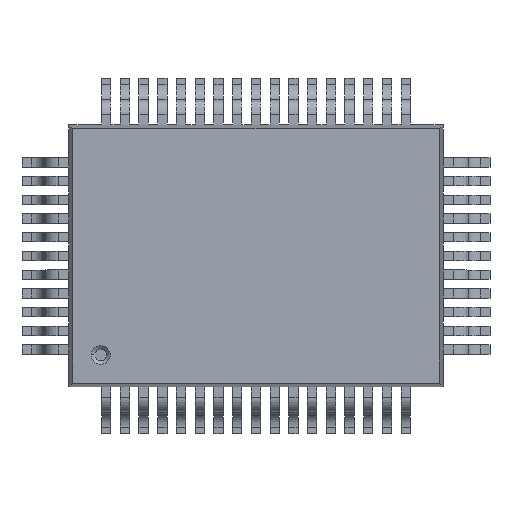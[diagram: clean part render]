
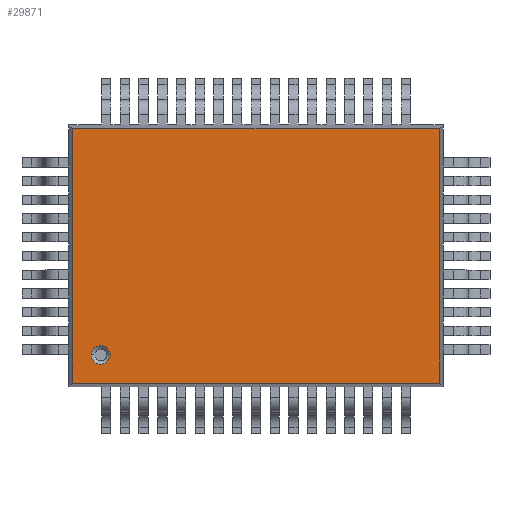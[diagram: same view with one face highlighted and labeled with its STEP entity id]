
A CAD part, top view. The second image highlights one B-rep face of the part: STEP entity #29871.
In plain terms, the highlighted planar face has unit normal (0, 0, 1).
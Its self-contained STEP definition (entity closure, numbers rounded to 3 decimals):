
#15025 = CARTESIAN_POINT ( 'NONE',  ( -9.791, 6.791, 3.4 ) ) ;
#15144 = DIRECTION ( 'NONE',  ( 1., 0., 0. ) ) ;
#15145 = VECTOR ( 'NONE', #15144, 1000. ) ;
#15146 = CARTESIAN_POINT ( 'NONE',  ( -10., 6.791, 3.4 ) ) ;
#15147 = LINE ( 'NONE', #15146, #15145 ) ;
#15300 = CARTESIAN_POINT ( 'NONE',  ( 9.791, 6.791, 3.4 ) ) ;
#21386 = VERTEX_POINT ( 'NONE', #15025 ) ;
#21488 = EDGE_CURVE ( 'NONE', #21386, #21559, #15147, .T. ) ;
#21559 = VERTEX_POINT ( 'NONE', #15300 ) ;
#28834 = VERTEX_POINT ( 'NONE', #34121 ) ;
#28873 = VERTEX_POINT ( 'NONE', #34133 ) ;
#28953 = VERTEX_POINT ( 'NONE', #34228 ) ;
#28956 = EDGE_CURVE ( 'NONE', #28953, #28834, #34223, .T. ) ;
#29355 = EDGE_CURVE ( 'NONE', #29356, #28873, #34699, .T. ) ;
#29356 = VERTEX_POINT ( 'NONE', #34694 ) ;
#29871 = ADVANCED_FACE ( 'NONE', ( #35372, #35371 ), #35422, .F. ) ;
#29872 = EDGE_LOOP ( 'NONE', ( #29874, #29879 ) ) ;
#29874 = ORIENTED_EDGE ( 'NONE', *, *, #29876, .F. ) ;
#29876 = EDGE_CURVE ( 'NONE', #28873, #29356, #35421, .T. ) ;
#29879 = ORIENTED_EDGE ( 'NONE', *, *, #29355, .F. ) ;
#29882 = EDGE_LOOP ( 'NONE', ( #29883, #29884, #29886, #29888 ) ) ;
#29883 = ORIENTED_EDGE ( 'NONE', *, *, #21488, .F. ) ;
#29884 = ORIENTED_EDGE ( 'NONE', *, *, #29885, .T. ) ;
#29885 = EDGE_CURVE ( 'NONE', #21386, #28953, #35412, .T. ) ;
#29886 = ORIENTED_EDGE ( 'NONE', *, *, #28956, .T. ) ;
#29888 = ORIENTED_EDGE ( 'NONE', *, *, #29890, .F. ) ;
#29890 = EDGE_CURVE ( 'NONE', #21559, #28834, #35407, .T. ) ;
#34121 = CARTESIAN_POINT ( 'NONE',  ( 9.791, -6.791, 3.4 ) ) ;
#34133 = CARTESIAN_POINT ( 'NONE',  ( -7.791, -5.291, 3.4 ) ) ;
#34221 = VECTOR ( 'NONE', #34281, 1000. ) ;
#34222 = CARTESIAN_POINT ( 'NONE',  ( -10., -6.791, 3.4 ) ) ;
#34223 = LINE ( 'NONE', #34222, #34221 ) ;
#34228 = CARTESIAN_POINT ( 'NONE',  ( -9.791, -6.791, 3.4 ) ) ;
#34281 = DIRECTION ( 'NONE',  ( 1., 0., 0. ) ) ;
#34694 = CARTESIAN_POINT ( 'NONE',  ( -8.791, -5.291, 3.4 ) ) ;
#34695 = DIRECTION ( 'NONE',  ( 1., 0., 0. ) ) ;
#34696 = DIRECTION ( 'NONE',  ( 0., 0., 1. ) ) ;
#34697 = CARTESIAN_POINT ( 'NONE',  ( -8.291, -5.291, 3.4 ) ) ;
#34698 = AXIS2_PLACEMENT_3D ( 'NONE', #34697, #34696, #34695 ) ;
#34699 = CIRCLE ( 'NONE', #34698, 0.5 ) ;
#35371 = FACE_OUTER_BOUND ( 'NONE', #29882, .T. ) ;
#35372 = FACE_BOUND ( 'NONE', #29872, .T. ) ;
#35404 = DIRECTION ( 'NONE',  ( 0., -1., 0. ) ) ;
#35405 = VECTOR ( 'NONE', #35404, 1000. ) ;
#35406 = CARTESIAN_POINT ( 'NONE',  ( 9.791, 7., 3.4 ) ) ;
#35407 = LINE ( 'NONE', #35406, #35405 ) ;
#35409 = DIRECTION ( 'NONE',  ( 0., -1., 0. ) ) ;
#35410 = VECTOR ( 'NONE', #35409, 1000. ) ;
#35411 = CARTESIAN_POINT ( 'NONE',  ( -9.791, 7., 3.4 ) ) ;
#35412 = LINE ( 'NONE', #35411, #35410 ) ;
#35413 = DIRECTION ( 'NONE',  ( 1., 0., 0. ) ) ;
#35414 = DIRECTION ( 'NONE',  ( 0., 0., 1. ) ) ;
#35415 = CARTESIAN_POINT ( 'NONE',  ( -8.291, -5.291, 3.4 ) ) ;
#35416 = AXIS2_PLACEMENT_3D ( 'NONE', #35415, #35414, #35413 ) ;
#35417 = DIRECTION ( 'NONE',  ( -1., 0., 0. ) ) ;
#35418 = DIRECTION ( 'NONE',  ( 0., 0., -1. ) ) ;
#35419 = CARTESIAN_POINT ( 'NONE',  ( 10., 7., 3.4 ) ) ;
#35420 = AXIS2_PLACEMENT_3D ( 'NONE', #35419, #35418, #35417 ) ;
#35421 = CIRCLE ( 'NONE', #35416, 0.5 ) ;
#35422 = PLANE ( 'NONE',  #35420 ) ;
